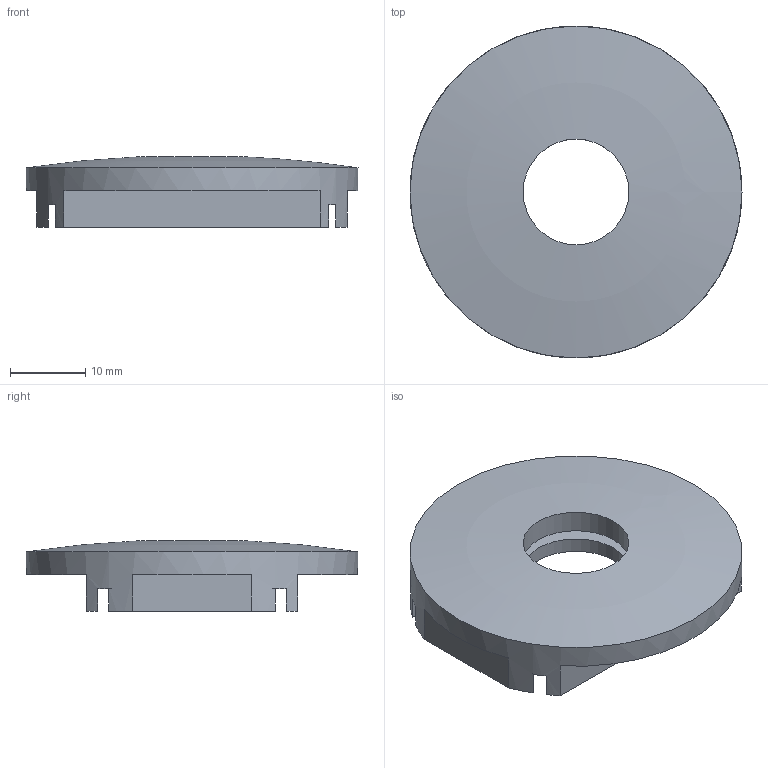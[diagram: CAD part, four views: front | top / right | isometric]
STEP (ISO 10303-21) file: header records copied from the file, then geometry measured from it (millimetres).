
FILE_DESCRIPTION(('Open CASCADE Model'),'2;1');
FILE_NAME('Open CASCADE Shape Model','2024-08-24T17:11:54',('Author'),( 'Open CASCADE'),'Open CASCADE STEP processor 7.5','Open CASCADE 7.5' ,'Unknown');
FILE_SCHEMA(('AUTOMOTIVE_DESIGN { 1 0 10303 214 1 1 1 1 }'));
Length unit declared in the file: millimetre
Products named in the file (1): Open CASCADE STEP translator 7.5 1
Bounding box: 44 x 44 x 9.34 mm (x, y, z)
Volume: 6526.5 mm3; surface area: 6191.1 mm2
Topology: 1 solids, 1 shells, 19 faces, 71 edges, 46 vertices
Faces by surface type: plane 14, cylinder 3, sphere 2
Full cylindrical faces by diameter (mm): 14 x2, 44 x1
Entity records: 1786 total; most frequent: CARTESIAN_POINT 359, DIRECTION 281, LINE 143, VECTOR 143, ORIENTED_EDGE 142, PCURVE 142, DEFINITIONAL_REPRESENTATION 142, EDGE_CURVE 71
